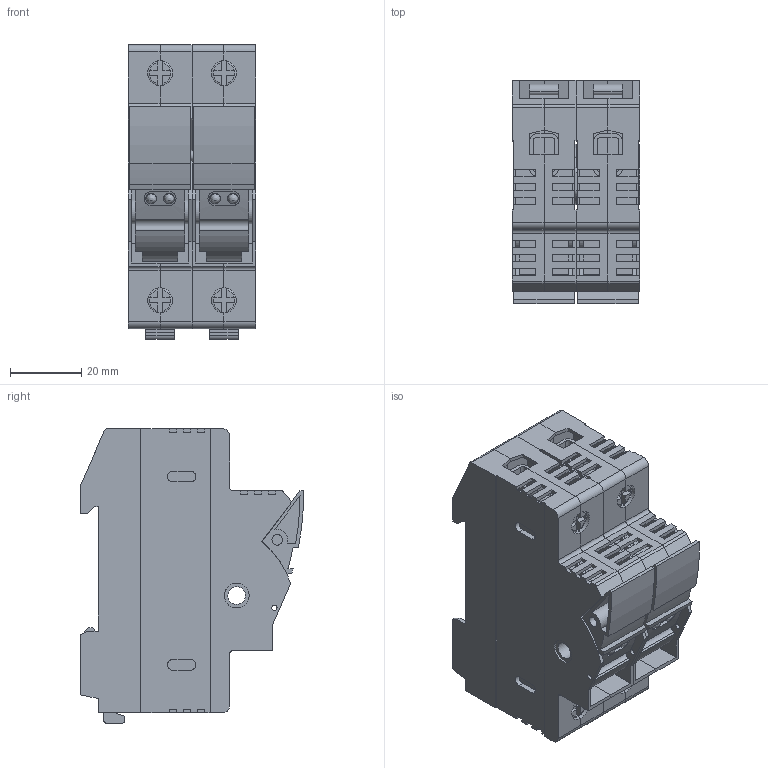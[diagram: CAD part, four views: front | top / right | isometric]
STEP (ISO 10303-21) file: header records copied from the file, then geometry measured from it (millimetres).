
FILE_DESCRIPTION((''),'2;1');
FILE_NAME('31132000.stp','2013-10-31T15:46:39',('Alois Weiner'),(''),'Autodesk Inventor 2013','Autodesk Inventor 2013','');
FILE_SCHEMA(('AUTOMOTIVE_DESIGN { 1 0 10303 214 1 1 1 1 }'));
Length unit declared in the file: millimetre
Products named in the file (8): 31132000; 31130000; 77196000; 77197000; 34005000; 71292000; 79614000; 77202000
Assembly tree (10 placements, depth 3):
  31132000
    31130000  x2
      77196000
      77197000
      34005000
      71292000
    79614000  x2
    77202000
Bounding box: 36 x 62.82 x 83 mm (x, y, z)
Volume: 57207.6 mm3; surface area: 64837.2 mm2
Topology: 17 solids, 17 shells, 1551 faces, 4475 edges, 2950 vertices
Faces by surface type: plane 1110, bspline 226, cylinder 207, torus 8
Full cylindrical faces by diameter (mm): 1.5 x4, 2.9 x4, 3 x7, 4 x10, 5 x2, 7 x8, 8 x4, 14 x2, 16 x2
Entity records: 24969 total; most frequent: CARTESIAN_POINT 5977, ORIENTED_EDGE 4192, DIRECTION 3353, EDGE_CURVE 2096, VECTOR 1647, LINE 1647, VERTEX_POINT 1395, AXIS2_PLACEMENT_3D 853
